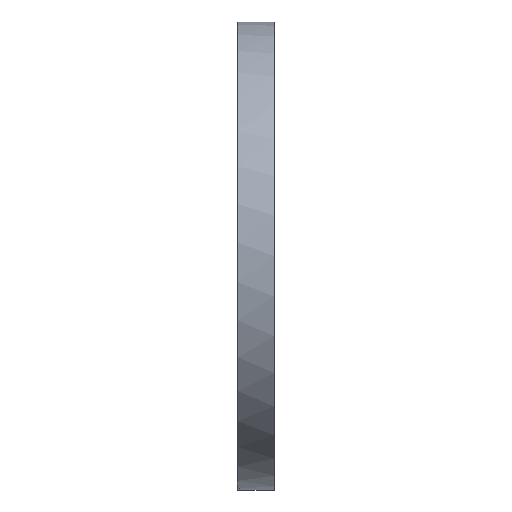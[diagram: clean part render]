
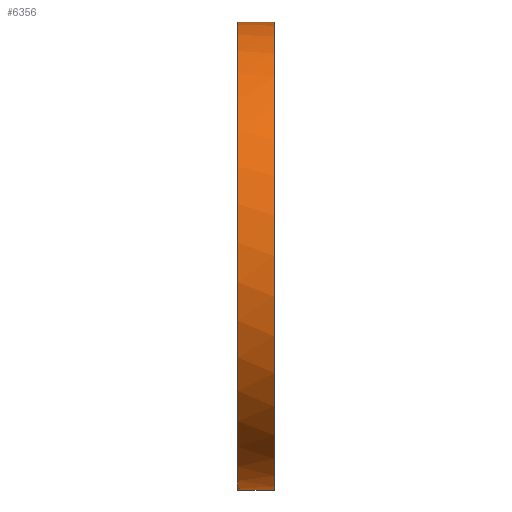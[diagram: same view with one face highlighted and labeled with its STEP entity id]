
A CAD part, left-side view. The second image highlights one B-rep face of the part: STEP entity #6356.
In plain terms, the highlighted cylindrical face has radius 177.8 mm (diameter 355.6 mm), a partial arc.
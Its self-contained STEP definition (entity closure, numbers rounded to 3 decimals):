
#6 = CARTESIAN_POINT ( 'NONE',  ( -20.076, -20.091, -176.663 ) ) ;
#26 = ORIENTED_EDGE ( 'NONE', *, *, #5384, .T. ) ;
#70 = VECTOR ( 'NONE', #6874, 1000. ) ;
#83 = ORIENTED_EDGE ( 'NONE', *, *, #4055, .F. ) ;
#125 = CARTESIAN_POINT ( 'NONE',  ( 0., -20.091, 177.8 ) ) ;
#306 = EDGE_CURVE ( 'NONE', #6977, #5153, #2130, .T. ) ;
#361 = DIRECTION ( 'NONE',  ( 0., 1., 0. ) ) ;
#444 = CARTESIAN_POINT ( 'NONE',  ( -17.093, 27.9, -176.976 ) ) ;
#473 = VECTOR ( 'NONE', #479, 1000. ) ;
#479 = DIRECTION ( 'NONE',  ( 0., -1., 0. ) ) ;
#624 = ORIENTED_EDGE ( 'NONE', *, *, #4713, .F. ) ;
#647 = VECTOR ( 'NONE', #6758, 1000. ) ;
#653 = LINE ( 'NONE', #6105, #473 ) ;
#776 = AXIS2_PLACEMENT_3D ( 'NONE', #1081, #5017, #1639 ) ;
#873 = DIRECTION ( 'NONE',  ( 0., 1., 0. ) ) ;
#1078 = CYLINDRICAL_SURFACE ( 'NONE', #2713, 177.8 ) ;
#1081 = CARTESIAN_POINT ( 'NONE',  ( 0., 27.9, 0. ) ) ;
#1109 = CIRCLE ( 'NONE', #4481, 177.8 ) ;
#1112 = ORIENTED_EDGE ( 'NONE', *, *, #1810, .T. ) ;
#1609 = FACE_OUTER_BOUND ( 'NONE', #6360, .T. ) ;
#1639 = DIRECTION ( 'NONE',  ( 0., 0., -1. ) ) ;
#1683 = ORIENTED_EDGE ( 'NONE', *, *, #3819, .T. ) ;
#1810 = EDGE_CURVE ( 'NONE', #4454, #6977, #2187, .T. ) ;
#1828 = DIRECTION ( 'NONE',  ( 0., 1., 0. ) ) ;
#1856 = DIRECTION ( 'NONE',  ( 0., 0., 1. ) ) ;
#1859 = VERTEX_POINT ( 'NONE', #6637 ) ;
#1861 = CARTESIAN_POINT ( 'NONE',  ( 0., 0.5, 177.8 ) ) ;
#2003 = DIRECTION ( 'NONE',  ( 0., 0., -1. ) ) ;
#2130 = CIRCLE ( 'NONE', #6340, 177.8 ) ;
#2187 = LINE ( 'NONE', #5781, #5191 ) ;
#2509 = EDGE_CURVE ( 'NONE', #4297, #5644, #2529, .T. ) ;
#2529 = CIRCLE ( 'NONE', #6668, 177.8 ) ;
#2612 = CARTESIAN_POINT ( 'NONE',  ( 0., 27.9, 0. ) ) ;
#2629 = VERTEX_POINT ( 'NONE', #5917 ) ;
#2633 = ORIENTED_EDGE ( 'NONE', *, *, #306, .T. ) ;
#2713 = AXIS2_PLACEMENT_3D ( 'NONE', #5446, #6023, #3704 ) ;
#3152 = CARTESIAN_POINT ( 'NONE',  ( 0., 0.5, 0. ) ) ;
#3310 = EDGE_CURVE ( 'NONE', #6419, #2629, #4141, .T. ) ;
#3617 = ORIENTED_EDGE ( 'NONE', *, *, #2509, .T. ) ;
#3704 = DIRECTION ( 'NONE',  ( 0., 0., -1. ) ) ;
#3819 = EDGE_CURVE ( 'NONE', #1859, #6419, #4855, .T. ) ;
#4023 = CARTESIAN_POINT ( 'NONE',  ( 0., 27.9, -177.8 ) ) ;
#4055 = EDGE_CURVE ( 'NONE', #1859, #5644, #4726, .T. ) ;
#4141 = LINE ( 'NONE', #6, #647 ) ;
#4220 = CARTESIAN_POINT ( 'NONE',  ( 0., 27.1, 0. ) ) ;
#4297 = VERTEX_POINT ( 'NONE', #7134 ) ;
#4454 = VERTEX_POINT ( 'NONE', #6125 ) ;
#4481 = AXIS2_PLACEMENT_3D ( 'NONE', #4220, #873, #4792 ) ;
#4713 = EDGE_CURVE ( 'NONE', #4454, #2629, #1109, .T. ) ;
#4726 = LINE ( 'NONE', #125, #70 ) ;
#4792 = DIRECTION ( 'NONE',  ( 0., 0., 1. ) ) ;
#4814 = ORIENTED_EDGE ( 'NONE', *, *, #3310, .T. ) ;
#4855 = CIRCLE ( 'NONE', #776, 177.8 ) ;
#5017 = DIRECTION ( 'NONE',  ( 0., -1., 0. ) ) ;
#5153 = VERTEX_POINT ( 'NONE', #4023 ) ;
#5191 = VECTOR ( 'NONE', #1828, 1000. ) ;
#5384 = EDGE_CURVE ( 'NONE', #5153, #4297, #653, .T. ) ;
#5446 = CARTESIAN_POINT ( 'NONE',  ( 0., -20.091, 0. ) ) ;
#5644 = VERTEX_POINT ( 'NONE', #1861 ) ;
#5781 = CARTESIAN_POINT ( 'NONE',  ( -17.093, -20.091, -176.976 ) ) ;
#5917 = CARTESIAN_POINT ( 'NONE',  ( -20.076, 27.1, -176.663 ) ) ;
#6023 = DIRECTION ( 'NONE',  ( 0., -1., 0. ) ) ;
#6091 = CARTESIAN_POINT ( 'NONE',  ( -20.076, 27.9, -176.663 ) ) ;
#6105 = CARTESIAN_POINT ( 'NONE',  ( 0., -20.091, -177.8 ) ) ;
#6125 = CARTESIAN_POINT ( 'NONE',  ( -17.093, 27.1, -176.976 ) ) ;
#6290 = DIRECTION ( 'NONE',  ( 0., -1., 0. ) ) ;
#6340 = AXIS2_PLACEMENT_3D ( 'NONE', #2612, #6290, #2003 ) ;
#6356 = ADVANCED_FACE ( 'NONE', ( #1609 ), #1078, .T. ) ;
#6360 = EDGE_LOOP ( 'NONE', ( #83, #1683, #4814, #624, #1112, #2633, #26, #3617 ) ) ;
#6419 = VERTEX_POINT ( 'NONE', #6091 ) ;
#6637 = CARTESIAN_POINT ( 'NONE',  ( 0., 27.9, 177.8 ) ) ;
#6668 = AXIS2_PLACEMENT_3D ( 'NONE', #3152, #361, #1856 ) ;
#6758 = DIRECTION ( 'NONE',  ( 0., -1., 0. ) ) ;
#6874 = DIRECTION ( 'NONE',  ( 0., -1., 0. ) ) ;
#6977 = VERTEX_POINT ( 'NONE', #444 ) ;
#7134 = CARTESIAN_POINT ( 'NONE',  ( 0., 0.5, -177.8 ) ) ;
